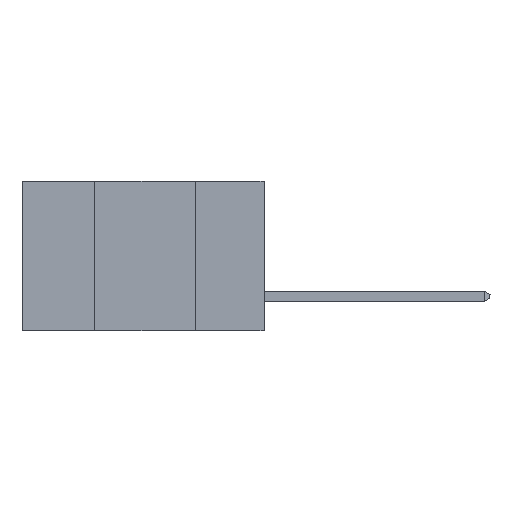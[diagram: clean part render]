
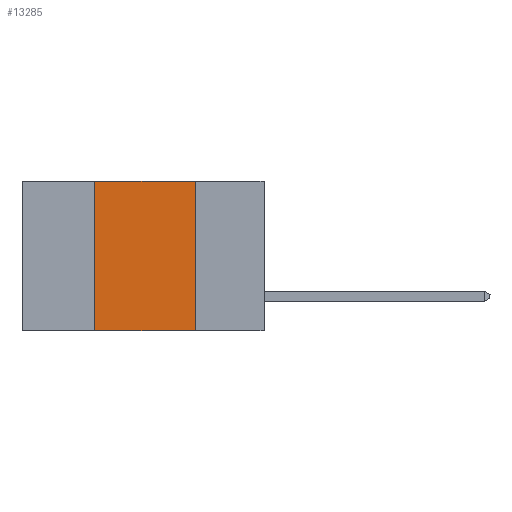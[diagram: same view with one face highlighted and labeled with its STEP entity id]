
A CAD part, left-side view. The second image highlights one B-rep face of the part: STEP entity #13285.
In plain terms, the highlighted planar face has unit normal (-1, 0, 0).
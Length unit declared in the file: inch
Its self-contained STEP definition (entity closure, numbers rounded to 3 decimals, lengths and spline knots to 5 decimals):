
#1584 = CARTESIAN_POINT ( 'NONE',  ( 0., 0.17, 0. ) ) ;
#1594 = ORIENTED_EDGE ( 'NONE', *, *, #27808, .F. ) ;
#1666 = LINE ( 'NONE', #6072, #24536 ) ;
#3269 = VECTOR ( 'NONE', #21764, 39.37008 ) ;
#3991 = CARTESIAN_POINT ( 'NONE',  ( 0., 0.6, -0.37 ) ) ;
#5532 = VERTEX_POINT ( 'NONE', #17987 ) ;
#5576 = CARTESIAN_POINT ( 'NONE',  ( 0., 0.6, 0. ) ) ;
#5761 = PLANE ( 'NONE',  #27390 ) ;
#6072 = CARTESIAN_POINT ( 'NONE',  ( 0., 0.42, 0. ) ) ;
#6715 = CARTESIAN_POINT ( 'NONE',  ( 0., 0.42, 0. ) ) ;
#6813 = VECTOR ( 'NONE', #20245, 39.37008 ) ;
#7544 = EDGE_LOOP ( 'NONE', ( #1594, #13572, #11464, #26528 ) ) ;
#7983 = EDGE_CURVE ( 'NONE', #21546, #27590, #1666, .T. ) ;
#9519 = LINE ( 'NONE', #20162, #6813 ) ;
#9846 = LINE ( 'NONE', #1584, #25188 ) ;
#11464 = ORIENTED_EDGE ( 'NONE', *, *, #7983, .F. ) ;
#11640 = EDGE_CURVE ( 'NONE', #21546, #17576, #20688, .T. ) ;
#12145 = DIRECTION ( 'NONE',  ( 1., 0., 0. ) ) ;
#13285 = ADVANCED_FACE ( 'NONE', ( #23639 ), #5761, .F. ) ;
#13572 = ORIENTED_EDGE ( 'NONE', *, *, #27682, .F. ) ;
#15446 = CARTESIAN_POINT ( 'NONE',  ( 0., 0.42, -0.37 ) ) ;
#17039 = DIRECTION ( 'NONE',  ( 0., 0., -1. ) ) ;
#17576 = VERTEX_POINT ( 'NONE', #23267 ) ;
#17987 = CARTESIAN_POINT ( 'NONE',  ( 0., 0.17, 0. ) ) ;
#20162 = CARTESIAN_POINT ( 'NONE',  ( 0., 0.6, 0. ) ) ;
#20245 = DIRECTION ( 'NONE',  ( 0., -1., 0. ) ) ;
#20688 = LINE ( 'NONE', #3991, #3269 ) ;
#21349 = DIRECTION ( 'NONE',  ( 0., 0., 1. ) ) ;
#21546 = VERTEX_POINT ( 'NONE', #15446 ) ;
#21764 = DIRECTION ( 'NONE',  ( 0., -1., 0. ) ) ;
#23267 = CARTESIAN_POINT ( 'NONE',  ( 0., 0.17, -0.37 ) ) ;
#23639 = FACE_OUTER_BOUND ( 'NONE', #7544, .T. ) ;
#24536 = VECTOR ( 'NONE', #21349, 39.37008 ) ;
#25188 = VECTOR ( 'NONE', #17039, 39.37008 ) ;
#26528 = ORIENTED_EDGE ( 'NONE', *, *, #11640, .T. ) ;
#27378 = DIRECTION ( 'NONE',  ( 0., 0., -1. ) ) ;
#27390 = AXIS2_PLACEMENT_3D ( 'NONE', #5576, #12145, #27378 ) ;
#27590 = VERTEX_POINT ( 'NONE', #6715 ) ;
#27682 = EDGE_CURVE ( 'NONE', #27590, #5532, #9519, .T. ) ;
#27808 = EDGE_CURVE ( 'NONE', #5532, #17576, #9846, .T. ) ;
